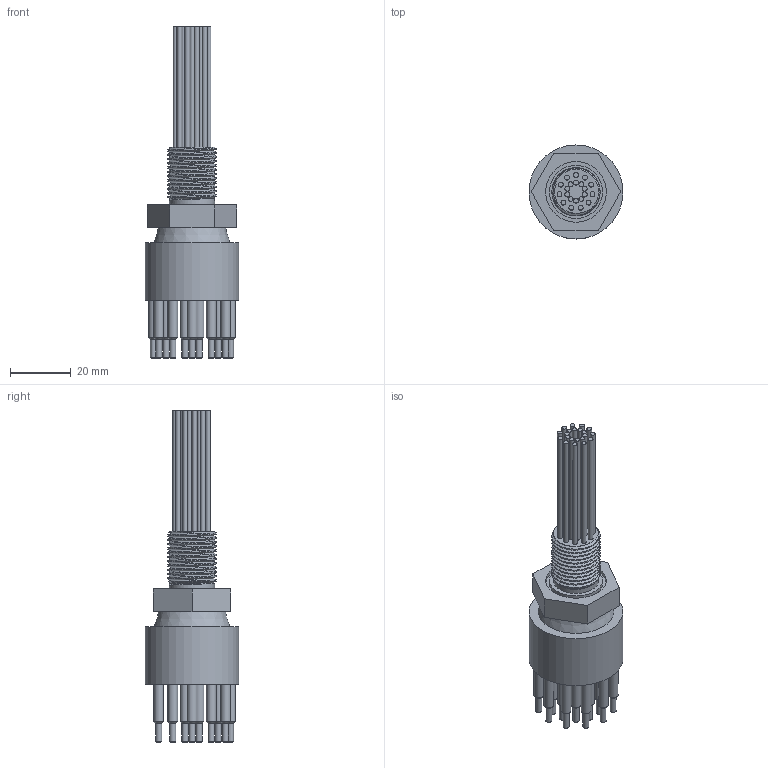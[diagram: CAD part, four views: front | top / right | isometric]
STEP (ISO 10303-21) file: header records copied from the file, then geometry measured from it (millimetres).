
FILE_DESCRIPTION(/* description */ (''),/* implementation_level */ '2;1');
FILE_NAME(/* name */ 'MCBH21M.stp',/* time_stamp */ '2014-11-25T14:55:11+01:00',/* author */ ('sh'),/* organization */ (''),/* preprocessor_version */ 'ST-DEVELOPER v15.2',/* originating_system */ 'Autodesk Inventor 2014',/* authorisation */ '');
FILE_SCHEMA (('AUTOMOTIVE_DESIGN { 1 0 10303 214 3 1 1 }'));
Length unit declared in the file: millimetre
Products named in the file (1): MCBH21M
Bounding box: 31 x 31 x 109.5 mm (x, y, z)
Volume: 28333.8 mm3; surface area: 13973.6 mm2
Topology: 1 solids, 1 shells, 713 faces, 1794 edges, 1175 vertices
Faces by surface type: plane 339, bspline 261, cylinder 68, cone 45
Full cylindrical faces by diameter (mm): 1.6 x21, 2 x21, 3.2 x21, 14.875 x1, 17.5 x1, 20 x1, 31 x1
Entity records: 25554 total; most frequent: CARTESIAN_POINT 9854, ORIENTED_EDGE 3366, DIRECTION 2220, EDGE_CURVE 1683, VERTEX_POINT 1174, LINE 994, VECTOR 994, EDGE_LOOP 915
